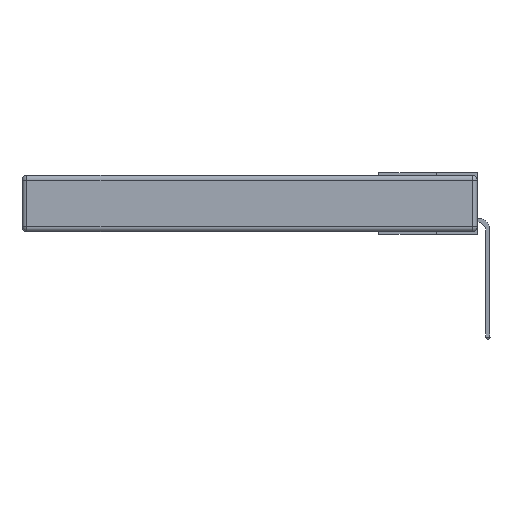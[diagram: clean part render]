
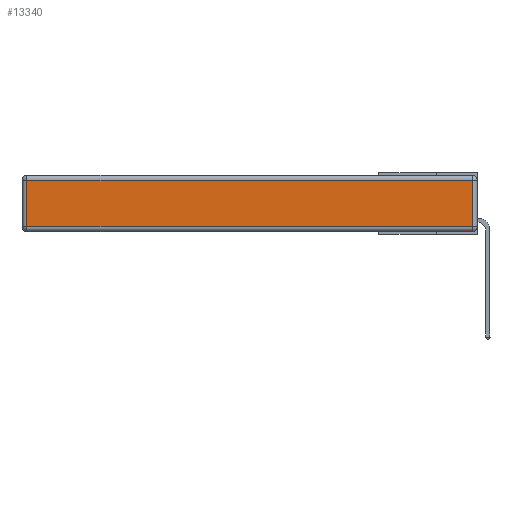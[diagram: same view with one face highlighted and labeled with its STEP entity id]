
A CAD part, left-side view. The second image highlights one B-rep face of the part: STEP entity #13340.
In plain terms, the highlighted planar face has unit normal (-1, 0, 0).
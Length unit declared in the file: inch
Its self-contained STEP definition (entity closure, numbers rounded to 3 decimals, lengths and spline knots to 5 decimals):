
#575 = FACE_OUTER_BOUND ( 'NONE', #3207, .T. ) ;
#619 = DIRECTION ( 'NONE',  ( 0., 0., -1. ) ) ;
#1174 = PLANE ( 'NONE',  #16490 ) ;
#1645 = LINE ( 'NONE', #11693, #13483 ) ;
#1665 = VECTOR ( 'NONE', #11982, 39.37008 ) ;
#2325 = VERTEX_POINT ( 'NONE', #9997 ) ;
#3207 = EDGE_LOOP ( 'NONE', ( #10657, #16860, #3494, #19926 ) ) ;
#3494 = ORIENTED_EDGE ( 'NONE', *, *, #15500, .T. ) ;
#3654 = EDGE_CURVE ( 'NONE', #15864, #15226, #4854, .T. ) ;
#4249 = DIRECTION ( 'NONE',  ( -1., 0., 0. ) ) ;
#4854 = LINE ( 'NONE', #9026, #1665 ) ;
#5112 = VECTOR ( 'NONE', #11735, 39.37008 ) ;
#5540 = VECTOR ( 'NONE', #8397, 39.37008 ) ;
#7617 = CARTESIAN_POINT ( 'NONE',  ( 0., 0.03, -0.03 ) ) ;
#7783 = VERTEX_POINT ( 'NONE', #7617 ) ;
#8397 = DIRECTION ( 'NONE',  ( 0., 1., 0. ) ) ;
#9002 = CARTESIAN_POINT ( 'NONE',  ( 0., 0.03, -0.313 ) ) ;
#9026 = CARTESIAN_POINT ( 'NONE',  ( 0., 0., -0.313 ) ) ;
#9036 = CARTESIAN_POINT ( 'NONE',  ( 0., 0., -0.343 ) ) ;
#9167 = DIRECTION ( 'NONE',  ( 0., 0., 1. ) ) ;
#9997 = CARTESIAN_POINT ( 'NONE',  ( 0., 2.72, -0.03 ) ) ;
#10657 = ORIENTED_EDGE ( 'NONE', *, *, #3654, .T. ) ;
#11682 = CARTESIAN_POINT ( 'NONE',  ( 0., 0.03, -0.343 ) ) ;
#11693 = CARTESIAN_POINT ( 'NONE',  ( 0., 2.72, -0.343 ) ) ;
#11735 = DIRECTION ( 'NONE',  ( 0., 0., 1. ) ) ;
#11982 = DIRECTION ( 'NONE',  ( 0., -1., 0. ) ) ;
#12313 = LINE ( 'NONE', #11682, #5112 ) ;
#13340 = ADVANCED_FACE ( 'NONE', ( #575 ), #1174, .T. ) ;
#13483 = VECTOR ( 'NONE', #619, 39.37008 ) ;
#14310 = CARTESIAN_POINT ( 'NONE',  ( 0., 2.75, -0.03 ) ) ;
#15036 = EDGE_CURVE ( 'NONE', #2325, #15864, #1645, .T. ) ;
#15226 = VERTEX_POINT ( 'NONE', #9002 ) ;
#15500 = EDGE_CURVE ( 'NONE', #7783, #2325, #16565, .T. ) ;
#15864 = VERTEX_POINT ( 'NONE', #18897 ) ;
#16490 = AXIS2_PLACEMENT_3D ( 'NONE', #9036, #4249, #9167 ) ;
#16565 = LINE ( 'NONE', #14310, #5540 ) ;
#16860 = ORIENTED_EDGE ( 'NONE', *, *, #19507, .T. ) ;
#18897 = CARTESIAN_POINT ( 'NONE',  ( 0., 2.72, -0.313 ) ) ;
#19507 = EDGE_CURVE ( 'NONE', #15226, #7783, #12313, .T. ) ;
#19926 = ORIENTED_EDGE ( 'NONE', *, *, #15036, .T. ) ;
